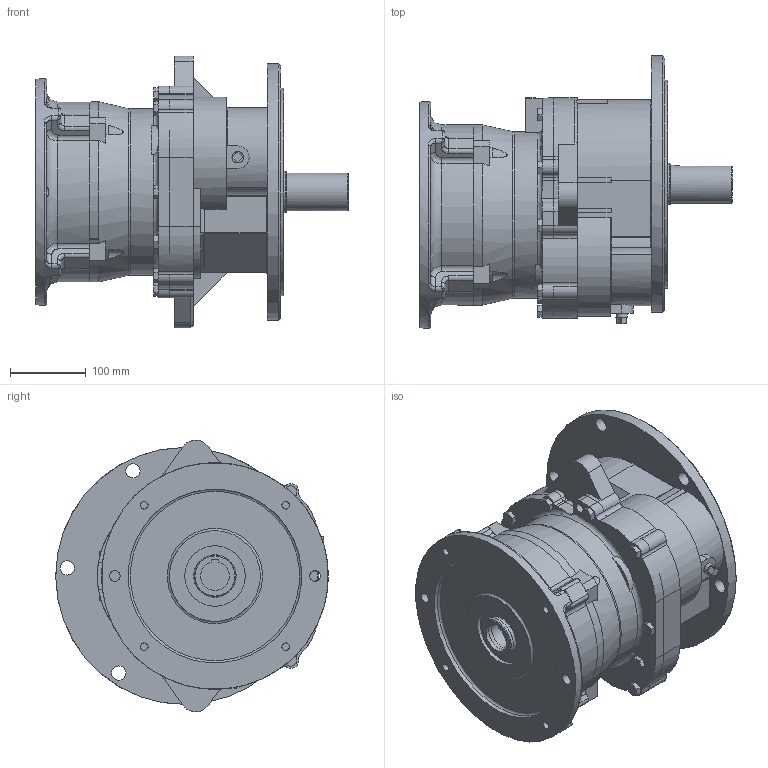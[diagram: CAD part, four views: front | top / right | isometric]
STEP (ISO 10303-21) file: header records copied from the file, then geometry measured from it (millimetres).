
FILE_DESCRIPTION (( 'STEP AP214' ), '1' );
FILE_NAME ('EK2DO08383H001_F1VM18_5.5KW_R5~20_defeature.stp', '2022-06-08T01:12:09', ( 'Windows 餌辨濠' ), ( '' ), 'SwSTEP 2.0', 'SolidWorks 2021', '' );
FILE_SCHEMA (( 'AUTOMOTIVE_DESIGN' ));
Length unit declared in the file: millimetre
Products named in the file (1): EK2DO08383H001_F1VM18_5.5KW_R5~20_defeature
Bounding box: 413 x 360.75 x 359.91 mm (x, y, z)
Volume: 16194202.6 mm3; surface area: 662983 mm2
Topology: 1 solids, 1 shells, 651 faces, 1656 edges, 1037 vertices
Faces by surface type: plane 292, cylinder 265, bspline 43, torus 31, cone 20
Full cylindrical faces by diameter (mm): 2.7 x2, 4 x1, 10.2 x4, 13 x2, 14 x2, 19 x6, 48 x1, 50 x1, 55 x4, 59.6 x1, 78 x1, 80 x1, 220 x1, 230 x1, 255 x1, 275 x1, 300 x1, 340 x1
Entity records: 23726 total; most frequent: CARTESIAN_POINT 6971, DIRECTION 3223, ORIENTED_EDGE 3160, EDGE_CURVE 1580, AXIS2_PLACEMENT_3D 1213, VERTEX_POINT 1015, VECTOR 797, LINE 797
